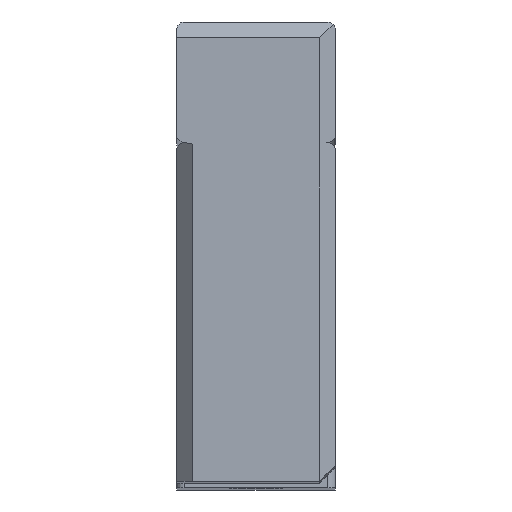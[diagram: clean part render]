
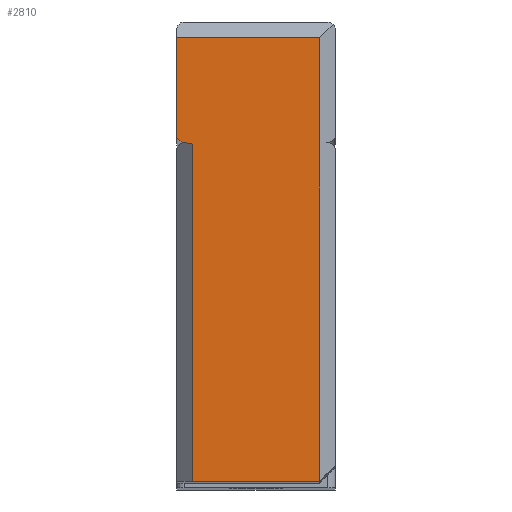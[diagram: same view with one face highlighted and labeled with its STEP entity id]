
A CAD part, top view. The second image highlights one B-rep face of the part: STEP entity #2810.
In plain terms, the highlighted planar face has unit normal (0, 0, 1).
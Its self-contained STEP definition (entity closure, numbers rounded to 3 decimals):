
#2160=CARTESIAN_POINT('',(0.,0.,16.));
#2170=DIRECTION('',(0.,0.,1.));
#2180=DIRECTION('',(-1.,0.,0.));
#2190=AXIS2_PLACEMENT_3D('',#2160,#2170,#2180);
#2200=PLANE('',#2190);
#2210=CARTESIAN_POINT('',(-5.,-45.895,16.));
#2220=DIRECTION('',(-0.,-0.,-1.));
#2230=DIRECTION('',(-1.,0.,0.));
#2240=AXIS2_PLACEMENT_3D('',#2210,#2220,#2230);
#2250=CIRCLE('',#2240,25.);
#2260=CARTESIAN_POINT('',(-1.,-21.217,16.));
#2270=VERTEX_POINT('',#2260);
#2280=CARTESIAN_POINT('',(-0.408,-21.32,16.));
#2290=VERTEX_POINT('',#2280);
#2300=EDGE_CURVE('',#2270,#2290,#2250,.T.);
#2310=ORIENTED_EDGE('',*,*,#2300,.F.);
#2320=CARTESIAN_POINT('',(-0.5,-21.812,16.));
#2330=DIRECTION('',(-0.,-0.,-1.));
#2340=DIRECTION('',(-1.,0.,0.));
#2350=AXIS2_PLACEMENT_3D('',#2320,#2330,#2340);
#2360=CIRCLE('',#2350,0.5);
#2370=CARTESIAN_POINT('',(0.,-21.812,16.));
#2380=VERTEX_POINT('',#2370);
#2390=EDGE_CURVE('',#2290,#2380,#2360,.T.);
#2400=ORIENTED_EDGE('',*,*,#2390,.F.);
#2410=CARTESIAN_POINT('',(0.,-11.694,16.));
#2420=DIRECTION('',(0.,-1.,0.));
#2430=VECTOR('',#2420,1.);
#2440=LINE('',#2410,#2430);
#2450=CARTESIAN_POINT('',(0.,-27.895,16.));
#2460=VERTEX_POINT('',#2450);
#2470=EDGE_CURVE('',#2380,#2460,#2440,.T.);
#2480=ORIENTED_EDGE('',*,*,#2470,.F.);
#2490=CARTESIAN_POINT('',(-4.75,-27.895,16.));
#2500=DIRECTION('',(-1.,-0.,0.));
#2510=VECTOR('',#2500,1.);
#2520=LINE('',#2490,#2510);
#2530=CARTESIAN_POINT('',(-9.,-27.895,16.));
#2540=VERTEX_POINT('',#2530);
#2550=EDGE_CURVE('',#2460,#2540,#2520,.T.);
#2560=ORIENTED_EDGE('',*,*,#2550,.F.);
#2570=CARTESIAN_POINT('',(-9.,-25.103,16.));
#2580=DIRECTION('',(-0.,1.,-0.));
#2590=VECTOR('',#2580,1.);
#2600=LINE('',#2570,#2590);
#2610=CARTESIAN_POINT('',(-9.,0.,16.));
#2620=VERTEX_POINT('',#2610);
#2630=EDGE_CURVE('',#2540,#2620,#2600,.T.);
#2640=ORIENTED_EDGE('',*,*,#2630,.F.);
#2650=CARTESIAN_POINT('',(-5.88,0.,16.));
#2660=DIRECTION('',(-1.,0.,0.));
#2670=VECTOR('',#2660,1.);
#2680=LINE('',#2650,#2670);
#2690=CARTESIAN_POINT('',(-1.,0.,16.));
#2700=VERTEX_POINT('',#2690);
#2710=EDGE_CURVE('',#2700,#2620,#2680,.T.);
#2720=ORIENTED_EDGE('',*,*,#2710,.T.);
#2730=CARTESIAN_POINT('',(-1.,-10.398,16.));
#2740=DIRECTION('',(-0.,-1.,0.));
#2750=VECTOR('',#2740,1.);
#2760=LINE('',#2730,#2750);
#2770=EDGE_CURVE('',#2700,#2270,#2760,.T.);
#2780=ORIENTED_EDGE('',*,*,#2770,.F.);
#2790=EDGE_LOOP('',(#2780,#2720,#2640,#2560,#2480,#2400,#2310));
#2800=FACE_OUTER_BOUND('',#2790,.T.);
#2810=ADVANCED_FACE('',(#2800),#2200,.T.);
